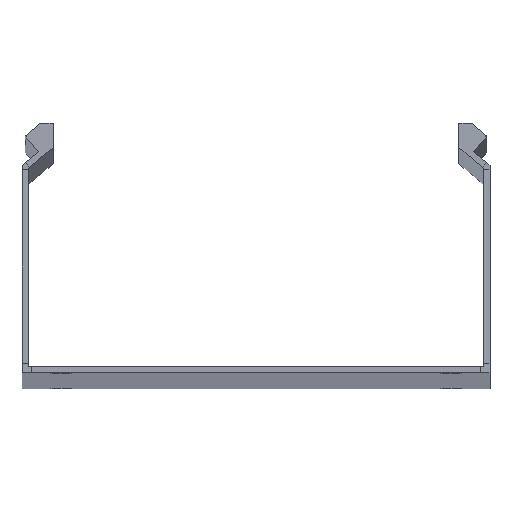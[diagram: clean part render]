
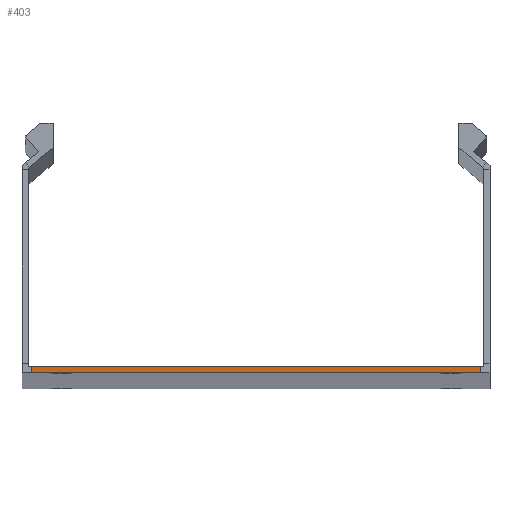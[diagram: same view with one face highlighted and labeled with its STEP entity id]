
A CAD part, top view. The second image highlights one B-rep face of the part: STEP entity #403.
In plain terms, the highlighted planar face has unit normal (0, 0, 1).
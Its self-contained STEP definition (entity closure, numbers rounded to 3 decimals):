
#8 = VERTEX_POINT ( 'NONE', #5878 ) ;
#246 = LINE ( 'NONE', #5385, #1109 ) ;
#261 = CARTESIAN_POINT ( 'NONE',  ( -72., 2., 1500. ) ) ;
#288 = DIRECTION ( 'NONE',  ( -1., 0., 0. ) ) ;
#381 = EDGE_CURVE ( 'NONE', #3889, #2350, #3036, .T. ) ;
#403 = ADVANCED_FACE ( 'NONE', ( #3183 ), #3980, .T. ) ;
#431 = EDGE_CURVE ( 'NONE', #8, #3889, #1337, .T. ) ;
#715 = CARTESIAN_POINT ( 'NONE',  ( -75., 2., 1500. ) ) ;
#736 = DIRECTION ( 'NONE',  ( 0., -1., 0. ) ) ;
#792 = DIRECTION ( 'NONE',  ( 0., 1., 0. ) ) ;
#810 = CARTESIAN_POINT ( 'NONE',  ( -72., 0., 1500. ) ) ;
#1084 = ORIENTED_EDGE ( 'NONE', *, *, #2374, .T. ) ;
#1109 = VECTOR ( 'NONE', #792, 1000. ) ;
#1202 = VERTEX_POINT ( 'NONE', #1354 ) ;
#1276 = AXIS2_PLACEMENT_3D ( 'NONE', #5776, #3081, #3940 ) ;
#1337 = LINE ( 'NONE', #715, #5965 ) ;
#1354 = CARTESIAN_POINT ( 'NONE',  ( 72., 0., 1500. ) ) ;
#1425 = LINE ( 'NONE', #4939, #4820 ) ;
#1648 = DIRECTION ( 'NONE',  ( -1., 0., 0. ) ) ;
#1675 = ORIENTED_EDGE ( 'NONE', *, *, #4406, .F. ) ;
#2350 = VERTEX_POINT ( 'NONE', #810 ) ;
#2374 = EDGE_CURVE ( 'NONE', #1202, #8, #246, .T. ) ;
#2958 = ORIENTED_EDGE ( 'NONE', *, *, #431, .T. ) ;
#3036 = LINE ( 'NONE', #261, #5153 ) ;
#3081 = DIRECTION ( 'NONE',  ( 0., 0., 1. ) ) ;
#3183 = FACE_OUTER_BOUND ( 'NONE', #3568, .T. ) ;
#3568 = EDGE_LOOP ( 'NONE', ( #1675, #1084, #2958, #4043 ) ) ;
#3889 = VERTEX_POINT ( 'NONE', #4423 ) ;
#3940 = DIRECTION ( 'NONE',  ( 1., 0., 0. ) ) ;
#3980 = PLANE ( 'NONE',  #1276 ) ;
#4043 = ORIENTED_EDGE ( 'NONE', *, *, #381, .T. ) ;
#4406 = EDGE_CURVE ( 'NONE', #1202, #2350, #1425, .T. ) ;
#4423 = CARTESIAN_POINT ( 'NONE',  ( -72., 2., 1500. ) ) ;
#4820 = VECTOR ( 'NONE', #288, 1000. ) ;
#4939 = CARTESIAN_POINT ( 'NONE',  ( -75., 0., 1500. ) ) ;
#5153 = VECTOR ( 'NONE', #736, 1000. ) ;
#5385 = CARTESIAN_POINT ( 'NONE',  ( 72., 0., 1500. ) ) ;
#5776 = CARTESIAN_POINT ( 'NONE',  ( 73., 3., 1500. ) ) ;
#5878 = CARTESIAN_POINT ( 'NONE',  ( 72., 2., 1500. ) ) ;
#5965 = VECTOR ( 'NONE', #1648, 1000. ) ;
